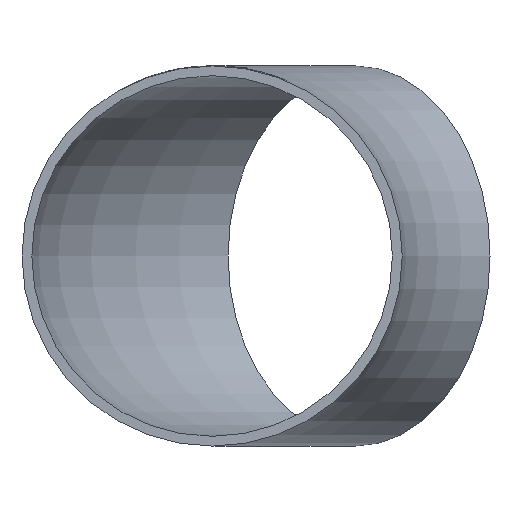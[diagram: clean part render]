
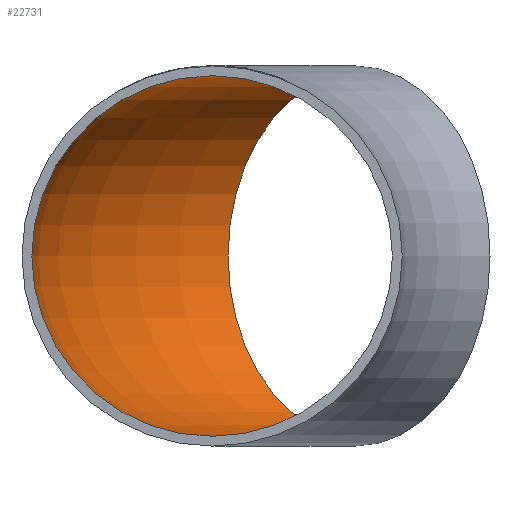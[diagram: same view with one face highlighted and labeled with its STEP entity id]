
A CAD part, front view. The second image highlights one B-rep face of the part: STEP entity #22731.
In plain terms, the highlighted toroidal (fillet/blend) face has major radius 114.5 mm and minor radius 42.15 mm.
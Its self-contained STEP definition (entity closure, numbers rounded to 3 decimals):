
#197 = EDGE_LOOP ( 'NONE', ( #2136 ) ) ;
#1869 = ORIENTED_EDGE ( 'NONE', *, *, #9498, .F. ) ;
#2136 = ORIENTED_EDGE ( 'NONE', *, *, #24066, .T. ) ;
#2693 = DIRECTION ( 'NONE',  ( -1., 0., 0. ) ) ;
#4365 = DIRECTION ( 'NONE',  ( 0., 1., 0. ) ) ;
#4509 = VERTEX_POINT ( 'NONE', #12059 ) ;
#5595 = CARTESIAN_POINT ( 'NONE',  ( -80.964, 80.964, 0. ) ) ;
#6667 = DIRECTION ( 'NONE',  ( 0., 0., -1. ) ) ;
#8458 = AXIS2_PLACEMENT_3D ( 'NONE', #9746, #6667, #2693 ) ;
#9498 = EDGE_CURVE ( 'NONE', #17419, #17419, #19530, .T. ) ;
#9746 = CARTESIAN_POINT ( 'NONE',  ( 0., 0., 0. ) ) ;
#10241 = DIRECTION ( 'NONE',  ( 0., 0., 1. ) ) ;
#10923 = AXIS2_PLACEMENT_3D ( 'NONE', #17916, #4365, #10241 ) ;
#11777 = EDGE_LOOP ( 'NONE', ( #1869 ) ) ;
#12059 = CARTESIAN_POINT ( 'NONE',  ( -110.768, 110.768, 0. ) ) ;
#12166 = AXIS2_PLACEMENT_3D ( 'NONE', #5595, #13393, #19282 ) ;
#13393 = DIRECTION ( 'NONE',  ( 0.707, 0.707, 0. ) ) ;
#13791 = CIRCLE ( 'NONE', #12166, 42.15 ) ;
#17419 = VERTEX_POINT ( 'NONE', #21389 ) ;
#17857 = TOROIDAL_SURFACE ( 'NONE', #8458, 114.5, 42.15 ) ;
#17916 = CARTESIAN_POINT ( 'NONE',  ( -114.5, 0., 0. ) ) ;
#19282 = DIRECTION ( 'NONE',  ( -0.707, 0.707, 0. ) ) ;
#19468 = FACE_OUTER_BOUND ( 'NONE', #11777, .T. ) ;
#19530 = CIRCLE ( 'NONE', #10923, 42.15 ) ;
#21376 = FACE_OUTER_BOUND ( 'NONE', #197, .T. ) ;
#21389 = CARTESIAN_POINT ( 'NONE',  ( -114.5, 0., 42.15 ) ) ;
#22731 = ADVANCED_FACE ( 'NONE', ( #21376, #19468 ), #17857, .F. ) ;
#24066 = EDGE_CURVE ( 'NONE', #4509, #4509, #13791, .T. ) ;
